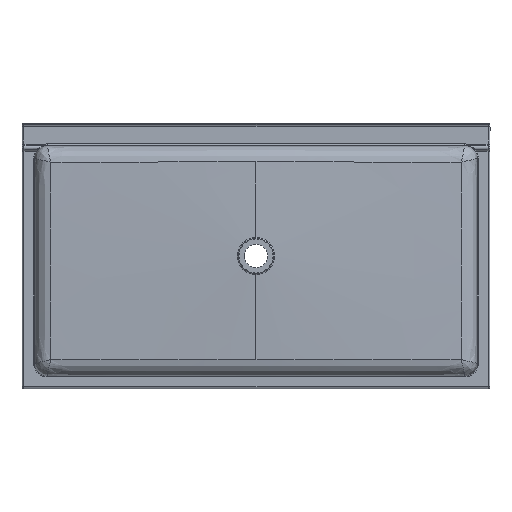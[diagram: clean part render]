
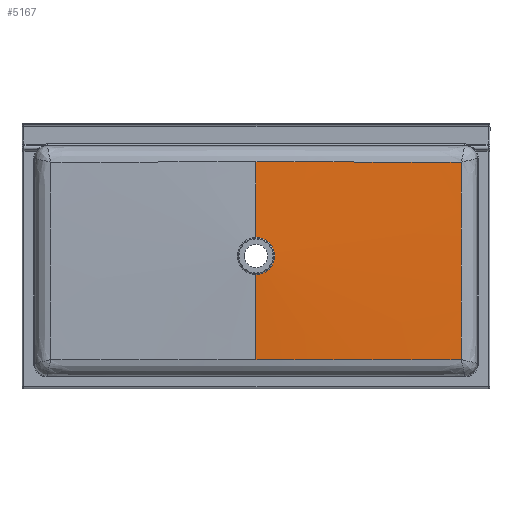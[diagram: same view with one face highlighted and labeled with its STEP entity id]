
A CAD part, front view. The second image highlights one B-rep face of the part: STEP entity #5167.
In plain terms, the highlighted conical face has half-angle 88 degrees and reference radius 59.674 mm.
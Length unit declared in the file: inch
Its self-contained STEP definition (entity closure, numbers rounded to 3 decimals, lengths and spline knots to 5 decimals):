
#96 = CARTESIAN_POINT ( 'NONE',  ( 0., -3.72533, 12.07416 ) ) ;
#151 = VERTEX_POINT ( 'NONE', #833 ) ;
#177 = CARTESIAN_POINT ( 'NONE',  ( 26.31834, -3.15067, -11.17404 ) ) ;
#264 = CARTESIAN_POINT ( 'NONE',  ( 12.06432, -3.55202, 12.05236 ) ) ;
#479 = EDGE_CURVE ( 'NONE', #6309, #2657, #752, .T. ) ;
#530 = CARTESIAN_POINT ( 'NONE',  ( 10.96691, -3.54558, -13.30722 ) ) ;
#718 = AXIS2_PLACEMENT_3D ( 'NONE', #1601, #3990, #6410 ) ;
#726 = CONICAL_SURFACE ( 'NONE', #718, 2.34936, 1.536 ) ;
#752 = B_SPLINE_CURVE_WITH_KNOTS ( 'NONE', 3,
 ( #7125, #1729, #4115, #6532, #1130, #3543, #5926, #530, #2970, #5318, #7754, #2368, #4735, #7166, #1773, #4153 ),
 .UNSPECIFIED., .F., .F.,
 ( 4, 2, 2, 2, 2, 2, 2, 4 ),
 ( 0.66859, 0.75215, 0.83571, 0.91927, 1.00283, 1.0864, 1.16996, 1.33708 ),
 .UNSPECIFIED. ) ;
#833 = CARTESIAN_POINT ( 'NONE',  ( 26.31745, -3.13646, 12.03083 ) ) ;
#862 = CARTESIAN_POINT ( 'NONE',  ( 17.54656, -3.40416, 12.0419 ) ) ;
#903 = EDGE_CURVE ( 'NONE', #5444, #6309, #1876, .T. ) ;
#1130 = CARTESIAN_POINT ( 'NONE',  ( 5.48397, -3.64516, -13.31866 ) ) ;
#1133 = VERTEX_POINT ( 'NONE', #6484 ) ;
#1413 = CARTESIAN_POINT ( 'NONE',  ( 26.31949, -3.16702, 9.92141 ) ) ;
#1462 = CARTESIAN_POINT ( 'NONE',  ( 24.12478, -3.20607, 12.03296 ) ) ;
#1505 = CARTESIAN_POINT ( 'NONE',  ( 1.09711, -3.72533, 12.07416 ) ) ;
#1601 = CARTESIAN_POINT ( 'NONE',  ( 0., -4.06492, 0. ) ) ;
#1623 = DIRECTION ( 'NONE',  ( 0., -1., 0. ) ) ;
#1729 = CARTESIAN_POINT ( 'NONE',  ( 1.09687, -3.68168, -13.32416 ) ) ;
#1773 = CARTESIAN_POINT ( 'NONE',  ( 24.12365, -3.18586, -13.28564 ) ) ;
#1855 = CARTESIAN_POINT ( 'NONE',  ( 0., -4.06492, 2.34936 ) ) ;
#1859 = VERTEX_POINT ( 'NONE', #96 ) ;
#1876 = LINE ( 'NONE', #4262, #4112 ) ;
#1983 = CARTESIAN_POINT ( 'NONE',  ( 0., -3.68168, -13.32416 ) ) ;
#2020 = CARTESIAN_POINT ( 'NONE',  ( 26.32428, -3.22919, 1.48319 ) ) ;
#2107 = CARTESIAN_POINT ( 'NONE',  ( 5.48465, -3.6853, 12.0676 ) ) ;
#2368 = CARTESIAN_POINT ( 'NONE',  ( 17.54562, -3.37861, -13.29474 ) ) ;
#2625 = CARTESIAN_POINT ( 'NONE',  ( 26.32028, -3.17747, -9.06461 ) ) ;
#2657 = VERTEX_POINT ( 'NONE', #3151 ) ;
#2706 = CARTESIAN_POINT ( 'NONE',  ( 10.96781, -3.57862, 12.05482 ) ) ;
#2925 = ORIENTED_EDGE ( 'NONE', *, *, #7682, .T. ) ;
#2970 = CARTESIAN_POINT ( 'NONE',  ( 12.06341, -3.5204, -13.3049 ) ) ;
#3094 = EDGE_LOOP ( 'NONE', ( #6320, #6503, #3979, #2925, #7795, #6373 ) ) ;
#3151 = CARTESIAN_POINT ( 'NONE',  ( 26.31621, -3.11755, -13.28342 ) ) ;
#3300 = CARTESIAN_POINT ( 'NONE',  ( 15.35372, -3.46586, 12.04572 ) ) ;
#3543 = CARTESIAN_POINT ( 'NONE',  ( 7.67725, -3.61136, -13.31431 ) ) ;
#3775 = CARTESIAN_POINT ( 'NONE',  ( 26.31621, -3.11755, -13.28342 ) ) ;
#3808 = CARTESIAN_POINT ( 'NONE',  ( 26.31745, -3.13646, 12.03083 ) ) ;
#3856 = CARTESIAN_POINT ( 'NONE',  ( 21.93209, -3.27425, 12.03548 ) ) ;
#3895 = CARTESIAN_POINT ( 'NONE',  ( 0., -3.72533, 12.07416 ) ) ;
#3979 = ORIENTED_EDGE ( 'NONE', *, *, #479, .T. ) ;
#3990 = DIRECTION ( 'NONE',  ( 0., 1., 0. ) ) ;
#4008 = DIRECTION ( 'NONE',  ( 0., 0., -1. ) ) ;
#4112 = VECTOR ( 'NONE', #6675, 39.37008 ) ;
#4115 = CARTESIAN_POINT ( 'NONE',  ( 2.19374, -3.67691, -13.32338 ) ) ;
#4146 = EDGE_CURVE ( 'NONE', #151, #1859, #7520, .T. ) ;
#4153 = CARTESIAN_POINT ( 'NONE',  ( 26.31621, -3.11755, -13.28342 ) ) ;
#4234 = DIRECTION ( 'NONE',  ( 0., 0.035, 0.999 ) ) ;
#4262 = CARTESIAN_POINT ( 'NONE',  ( 0., -4.06492, -2.34936 ) ) ;
#4396 = CARTESIAN_POINT ( 'NONE',  ( 26.32368, -3.222, 3.59284 ) ) ;
#4485 = CARTESIAN_POINT ( 'NONE',  ( 4.38787, -3.70001, 12.0699 ) ) ;
#4735 = CARTESIAN_POINT ( 'NONE',  ( 18.64199, -3.34771, -13.29301 ) ) ;
#4974 = CARTESIAN_POINT ( 'NONE',  ( 26.32312, -3.21502, -4.84562 ) ) ;
#5054 = CARTESIAN_POINT ( 'NONE',  ( 8.77467, -3.62699, 12.05995 ) ) ;
#5167 = ADVANCED_FACE ( 'NONE', ( #6999 ), #726, .T. ) ;
#5193 = CIRCLE ( 'NONE', #6978, 2.37809 ) ;
#5248 = VECTOR ( 'NONE', #4234, 39.37008 ) ;
#5318 = CARTESIAN_POINT ( 'NONE',  ( 14.25635, -3.46665, -13.30055 ) ) ;
#5444 = VERTEX_POINT ( 'NONE', #6473 ) ;
#5658 = CARTESIAN_POINT ( 'NONE',  ( 14.25728, -3.49565, 12.04781 ) ) ;
#5926 = CARTESIAN_POINT ( 'NONE',  ( 8.77383, -3.59107, -13.31192 ) ) ;
#6267 = CARTESIAN_POINT ( 'NONE',  ( 18.64295, -3.37223, 12.04018 ) ) ;
#6309 = VERTEX_POINT ( 'NONE', #1983 ) ;
#6320 = ORIENTED_EDGE ( 'NONE', *, *, #7780, .F. ) ;
#6373 = ORIENTED_EDGE ( 'NONE', *, *, #6931, .F. ) ;
#6410 = DIRECTION ( 'NONE',  ( 0., 0., 1. ) ) ;
#6473 = CARTESIAN_POINT ( 'NONE',  ( 0., -4.06392, -2.37809 ) ) ;
#6484 = CARTESIAN_POINT ( 'NONE',  ( 0., -4.06392, 2.37809 ) ) ;
#6503 = ORIENTED_EDGE ( 'NONE', *, *, #903, .T. ) ;
#6532 = CARTESIAN_POINT ( 'NONE',  ( 4.38727, -3.65863, -13.32062 ) ) ;
#6675 = DIRECTION ( 'NONE',  ( 0., 0.035, -0.999 ) ) ;
#6808 = CARTESIAN_POINT ( 'NONE',  ( 26.32128, -3.19089, 7.81193 ) ) ;
#6855 = CARTESIAN_POINT ( 'NONE',  ( 26.31745, -3.13646, 12.03083 ) ) ;
#6903 = CARTESIAN_POINT ( 'NONE',  ( 2.1941, -3.72005, 12.0732 ) ) ;
#6931 = EDGE_CURVE ( 'NONE', #1133, #1859, #7250, .T. ) ;
#6978 = AXIS2_PLACEMENT_3D ( 'NONE', #7017, #1623, #4008 ) ;
#6999 = FACE_OUTER_BOUND ( 'NONE', #3094, .T. ) ;
#7017 = CARTESIAN_POINT ( 'NONE',  ( 0., -4.06392, 0. ) ) ;
#7125 = CARTESIAN_POINT ( 'NONE',  ( 0., -3.68168, -13.32416 ) ) ;
#7166 = CARTESIAN_POINT ( 'NONE',  ( 21.93104, -3.25253, -13.28825 ) ) ;
#7250 = LINE ( 'NONE', #1855, #5248 ) ;
#7255 = B_SPLINE_CURVE_WITH_KNOTS ( 'NONE', 3,
 ( #3775, #177, #2625, #4974, #7415, #2020, #4396, #6808, #1413, #3808 ),
 .UNSPECIFIED., .F., .F.,
 ( 4, 2, 2, 2, 4 ),
 ( 0., 0.16075, 0.3215, 0.48225, 0.643 ),
 .UNSPECIFIED. ) ;
#7415 = CARTESIAN_POINT ( 'NONE',  ( 26.324, -3.2257, -2.73607 ) ) ;
#7498 = CARTESIAN_POINT ( 'NONE',  ( 7.67805, -3.64877, 12.06261 ) ) ;
#7520 = B_SPLINE_CURVE_WITH_KNOTS ( 'NONE', 3,
 ( #6855, #1462, #3856, #6267, #862, #3300, #5658, #264, #2706, #5054, #7498, #2107, #4485, #6903, #1505, #3895 ),
 .UNSPECIFIED., .F., .F.,
 ( 4, 2, 2, 2, 2, 2, 2, 4 ),
 ( 0., 0.16716, 0.25074, 0.33432, 0.41789, 0.50147, 0.58505, 0.66863 ),
 .UNSPECIFIED. ) ;
#7682 = EDGE_CURVE ( 'NONE', #2657, #151, #7255, .T. ) ;
#7754 = CARTESIAN_POINT ( 'NONE',  ( 15.3528, -3.43808, -13.2985 ) ) ;
#7780 = EDGE_CURVE ( 'NONE', #5444, #1133, #5193, .T. ) ;
#7795 = ORIENTED_EDGE ( 'NONE', *, *, #4146, .T. ) ;
